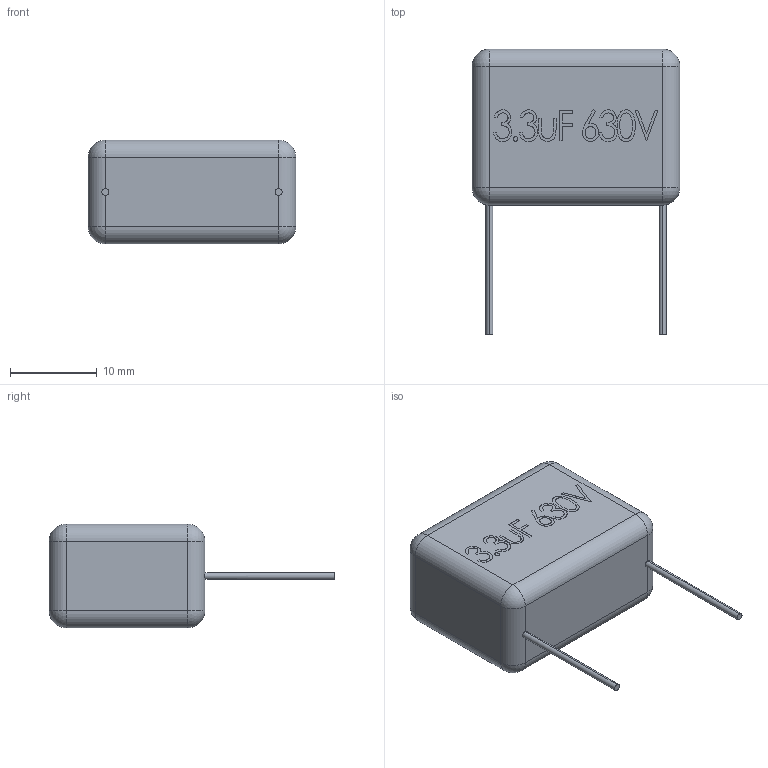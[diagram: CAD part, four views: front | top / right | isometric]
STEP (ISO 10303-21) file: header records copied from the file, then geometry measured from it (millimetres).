
FILE_DESCRIPTION (( 'STEP AP214' ), '1' );
FILE_NAME ('Hitano 3.3uF 630V.STEP', '2023-05-25T13:55:59', ( '' ), ( '' ), 'SwSTEP 2.0', 'SolidWorks 2021', '' );
FILE_SCHEMA (( 'AUTOMOTIVE_DESIGN' ));
Length unit declared in the file: millimetre
Products named in the file (1): Hitano 3.3uF 630V
Bounding box: 24 x 33 x 12 mm (x, y, z)
Volume: 5024.2 mm3; surface area: 1758.7 mm2
Topology: 1 solids, 1 shells, 148 faces, 385 edges, 242 vertices
Faces by surface type: bspline 70, plane 54, cylinder 16, sphere 8
Entity records: 9427 total; most frequent: CARTESIAN_POINT 4968, ORIENTED_EDGE 754, DIRECTION 423, EDGE_CURVE 377, VERTEX_POINT 242, VECTOR 205, LINE 205, EDGE_LOOP 159
